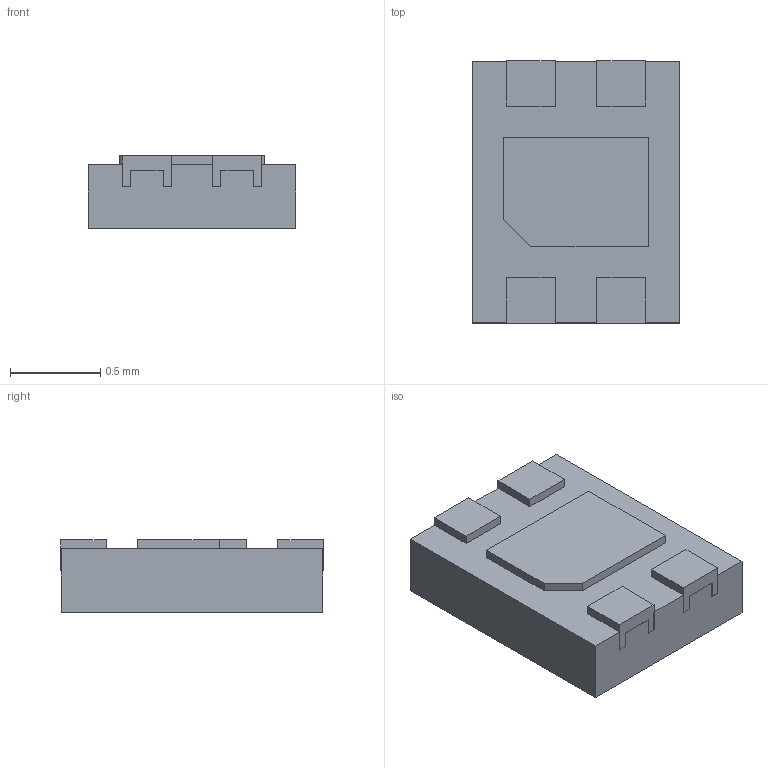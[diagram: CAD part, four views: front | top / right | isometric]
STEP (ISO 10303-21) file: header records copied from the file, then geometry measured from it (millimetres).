
FILE_DESCRIPTION (( 'STEP AP214' ), '1' );
FILE_NAME ('X2SON.STEP', '2019-06-28T13:02:58', ( 'user' ), ( 'firm' ), 'SwSTEP 2.0', 'SolidWorks 2001340', '' );
FILE_SCHEMA (( 'AUTOMOTIVE_DESIGN' ));
Length unit declared in the file: millimetre
Products named in the file (1): X2SON
Bounding box: 1.15 x 1.45 x 0.4 mm (x, y, z)
Volume: 0.6 mm3; surface area: 5.5 mm2
Topology: 1 solids, 1 shells, 61 faces, 171 edges, 110 vertices
Faces by surface type: plane 53, cylinder 4, sphere 4
Entity records: 2353 total; most frequent: CARTESIAN_POINT 339, ORIENTED_EDGE 334, DIRECTION 303, EDGE_CURVE 167, LINE 155, VECTOR 155, VERTEX_POINT 110, AXIS2_PLACEMENT_3D 74
